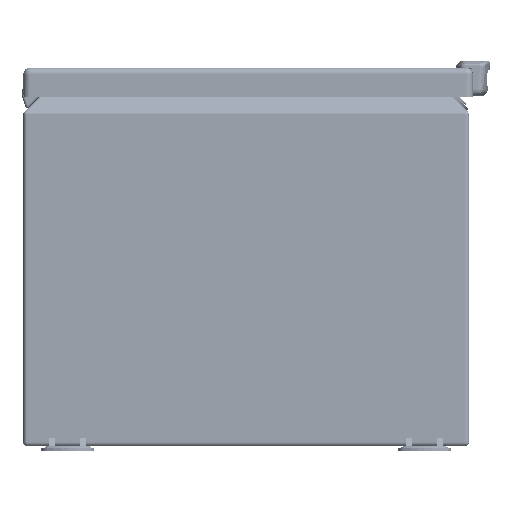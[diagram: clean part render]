
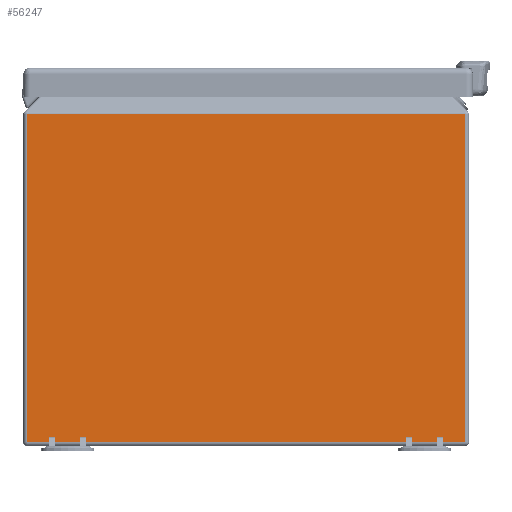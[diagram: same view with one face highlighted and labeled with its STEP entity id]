
A CAD part, front view. The second image highlights one B-rep face of the part: STEP entity #56247.
In plain terms, the highlighted planar face has unit normal (0, -1, 0).
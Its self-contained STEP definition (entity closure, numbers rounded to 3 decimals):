
#3660=PLANE('',#60461);
#5098=FACE_OUTER_BOUND('',#8553,.T.);
#8553=EDGE_LOOP('',(#38639,#38640,#38641,#38642));
#12321=LINE('',#81564,#17067);
#12323=LINE('',#81577,#17069);
#12324=LINE('',#81581,#17070);
#12325=LINE('',#81582,#17071);
#17067=VECTOR('',#66114,0.394);
#17069=VECTOR('',#66132,0.394);
#17070=VECTOR('',#66137,0.394);
#17071=VECTOR('',#66138,0.394);
#23976=VERTEX_POINT('',#81561);
#23977=VERTEX_POINT('',#81563);
#23980=VERTEX_POINT('',#81576);
#23981=VERTEX_POINT('',#81580);
#29568=EDGE_CURVE('',#23976,#23977,#12321,.T.);
#29575=EDGE_CURVE('',#23977,#23980,#12323,.T.);
#29577=EDGE_CURVE('',#23981,#23976,#12324,.T.);
#29578=EDGE_CURVE('',#23980,#23981,#12325,.T.);
#38639=ORIENTED_EDGE('',*,*,#29568,.F.);
#38640=ORIENTED_EDGE('',*,*,#29577,.F.);
#38641=ORIENTED_EDGE('',*,*,#29578,.F.);
#38642=ORIENTED_EDGE('',*,*,#29575,.F.);
#56247=ADVANCED_FACE('',(#5098),#3660,.F.);
#60461=AXIS2_PLACEMENT_3D('',#81579,#66135,#66136);
#66114=DIRECTION('',(0.,0.,1.));
#66132=DIRECTION('',(1.,0.,0.));
#66135=DIRECTION('center_axis',(0.,1.,0.));
#66136=DIRECTION('ref_axis',(0.,0.,1.));
#66137=DIRECTION('',(-1.,0.,0.));
#66138=DIRECTION('',(0.,0.,-1.));
#81561=CARTESIAN_POINT('',(-4.916,-6.,0.084));
#81563=CARTESIAN_POINT('',(-4.916,-6.,7.437));
#81564=CARTESIAN_POINT('',(-4.916,-6.,4.056));
#81576=CARTESIAN_POINT('',(4.916,-6.,7.437));
#81577=CARTESIAN_POINT('',(0.,-6.,7.437));
#81579=CARTESIAN_POINT('Origin',(0.,-6.,3.736));
#81580=CARTESIAN_POINT('',(4.916,-6.,0.084));
#81581=CARTESIAN_POINT('',(0.,-6.,0.084));
#81582=CARTESIAN_POINT('',(4.916,-6.,4.035));
